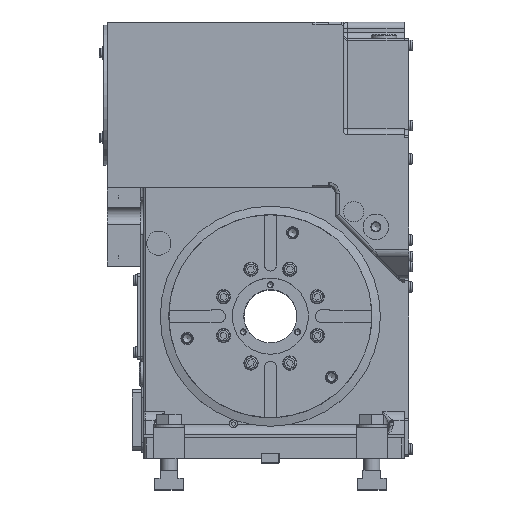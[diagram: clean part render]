
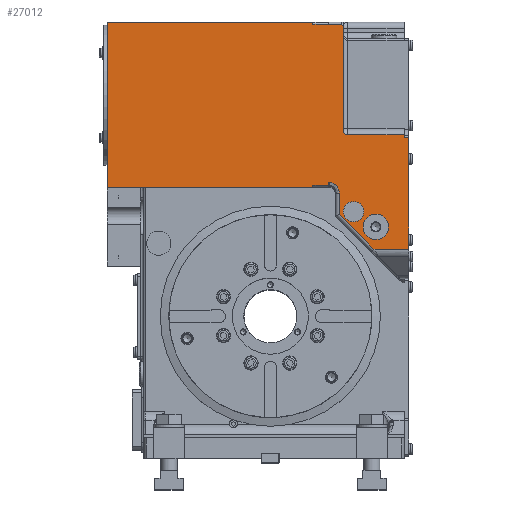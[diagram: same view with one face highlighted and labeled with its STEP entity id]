
A CAD part, top view. The second image highlights one B-rep face of the part: STEP entity #27012.
In plain terms, the highlighted planar face has unit normal (0, 0, 1).
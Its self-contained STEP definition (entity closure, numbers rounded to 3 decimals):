
#94=B_SPLINE_CURVE_WITH_KNOTS('',3,(#43338,#43339,#43340,#43341,#43342,
#43343,#43344),.UNSPECIFIED.,.F.,.F.,(4,1,1,1,4),(0.,0.001,
0.002,0.003,0.004),.UNSPECIFIED.);
#105=B_SPLINE_CURVE_WITH_KNOTS('',3,(#43626,#43627,#43628,#43629,#43630,
#43631,#43632),.UNSPECIFIED.,.F.,.F.,(4,1,1,1,4),(0.,0.004,
0.008,0.012,0.016),
 .UNSPECIFIED.);
#1280=CIRCLE('',#28866,10.);
#1282=CIRCLE('',#28870,12.5);
#1465=CIRCLE('',#29298,4.);
#6870=ORIENTED_EDGE('',*,*,#10781,.F.);
#6871=ORIENTED_EDGE('',*,*,#10783,.F.);
#6872=ORIENTED_EDGE('',*,*,#11630,.F.);
#6873=ORIENTED_EDGE('',*,*,#11089,.T.);
#6874=ORIENTED_EDGE('',*,*,#11631,.T.);
#6875=ORIENTED_EDGE('',*,*,#11494,.F.);
#6876=ORIENTED_EDGE('',*,*,#11345,.T.);
#6877=ORIENTED_EDGE('',*,*,#11493,.T.);
#6878=ORIENTED_EDGE('',*,*,#11255,.T.);
#6879=ORIENTED_EDGE('',*,*,#11456,.T.);
#6880=ORIENTED_EDGE('',*,*,#9153,.T.);
#6881=ORIENTED_EDGE('',*,*,#9150,.T.);
#6882=ORIENTED_EDGE('',*,*,#9147,.T.);
#6883=ORIENTED_EDGE('',*,*,#11623,.F.);
#6884=ORIENTED_EDGE('',*,*,#9170,.F.);
#6885=ORIENTED_EDGE('',*,*,#11590,.T.);
#6886=ORIENTED_EDGE('',*,*,#9174,.T.);
#6887=ORIENTED_EDGE('',*,*,#9177,.T.);
#6888=ORIENTED_EDGE('',*,*,#9180,.T.);
#6889=ORIENTED_EDGE('',*,*,#11300,.T.);
#6890=ORIENTED_EDGE('',*,*,#11302,.T.);
#6891=ORIENTED_EDGE('',*,*,#11305,.T.);
#6892=ORIENTED_EDGE('',*,*,#11308,.T.);
#6893=ORIENTED_EDGE('',*,*,#11351,.T.);
#9147=EDGE_CURVE('',#12618,#12619,#15176,.T.);
#9150=EDGE_CURVE('',#12621,#12618,#15179,.T.);
#9153=EDGE_CURVE('',#12623,#12621,#15182,.T.);
#9170=EDGE_CURVE('',#12634,#12635,#15198,.T.);
#9174=EDGE_CURVE('',#12637,#12638,#15202,.T.);
#9177=EDGE_CURVE('',#12638,#12640,#15205,.T.);
#9180=EDGE_CURVE('',#12640,#12643,#15206,.T.);
#10781=EDGE_CURVE('',#13854,#13854,#1280,.T.);
#10783=EDGE_CURVE('',#13856,#13856,#1282,.T.);
#11089=EDGE_CURVE('',#14091,#14093,#16588,.T.);
#11255=EDGE_CURVE('',#14209,#14210,#94,.T.);
#11300=EDGE_CURVE('',#12643,#14242,#16703,.F.);
#11302=EDGE_CURVE('',#14242,#14244,#105,.T.);
#11305=EDGE_CURVE('',#14244,#14246,#16704,.F.);
#11308=EDGE_CURVE('',#14246,#14248,#16706,.F.);
#11345=EDGE_CURVE('',#14270,#14271,#1465,.F.);
#11351=EDGE_CURVE('',#14248,#14274,#16724,.T.);
#11456=EDGE_CURVE('',#14210,#12623,#16774,.T.);
#11493=EDGE_CURVE('',#14271,#14209,#16804,.T.);
#11494=EDGE_CURVE('',#14270,#14374,#16805,.T.);
#11590=EDGE_CURVE('',#12634,#12637,#16882,.T.);
#11623=EDGE_CURVE('',#12635,#12619,#16913,.T.);
#11630=EDGE_CURVE('',#14091,#14274,#16920,.T.);
#11631=EDGE_CURVE('',#14093,#14374,#16921,.T.);
#12618=VERTEX_POINT('',#38462);
#12619=VERTEX_POINT('',#38463);
#12621=VERTEX_POINT('',#38469);
#12623=VERTEX_POINT('',#38475);
#12634=VERTEX_POINT('',#38507);
#12635=VERTEX_POINT('',#38509);
#12637=VERTEX_POINT('',#38514);
#12638=VERTEX_POINT('',#38516);
#12640=VERTEX_POINT('',#38522);
#12643=VERTEX_POINT('',#38529);
#13854=VERTEX_POINT('',#42215);
#13856=VERTEX_POINT('',#42221);
#14091=VERTEX_POINT('',#42942);
#14093=VERTEX_POINT('',#42946);
#14209=VERTEX_POINT('',#43345);
#14210=VERTEX_POINT('',#43346);
#14242=VERTEX_POINT('',#43600);
#14244=VERTEX_POINT('',#43625);
#14246=VERTEX_POINT('',#43644);
#14248=VERTEX_POINT('',#43650);
#14270=VERTEX_POINT('',#43771);
#14271=VERTEX_POINT('',#43772);
#14274=VERTEX_POINT('',#43783);
#14374=VERTEX_POINT('',#44075);
#15176=LINE('',#38461,#17610);
#15179=LINE('',#38468,#17613);
#15182=LINE('',#38474,#17616);
#15198=LINE('',#38508,#17632);
#15202=LINE('',#38517,#17636);
#15205=LINE('',#38523,#17639);
#15206=LINE('',#38530,#17640);
#16588=LINE('',#42947,#19022);
#16703=LINE('',#43601,#19137);
#16704=LINE('',#43645,#19138);
#16706=LINE('',#43651,#19140);
#16724=LINE('',#43782,#19158);
#16774=LINE('',#44001,#19208);
#16804=LINE('',#44072,#19238);
#16805=LINE('',#44074,#19239);
#16882=LINE('',#44252,#19316);
#16913=LINE('',#44306,#19347);
#16920=LINE('',#44319,#19354);
#16921=LINE('',#44320,#19355);
#17610=VECTOR('',#30764,1000.);
#17613=VECTOR('',#30769,1000.);
#17616=VECTOR('',#30774,1000.);
#17632=VECTOR('',#30802,1000.);
#17636=VECTOR('',#30808,1000.);
#17639=VECTOR('',#30813,1000.);
#17640=VECTOR('',#30820,1000.);
#19022=VECTOR('',#35112,1000.);
#19137=VECTOR('',#35501,1000.);
#19138=VECTOR('',#35508,1000.);
#19140=VECTOR('',#35514,1000.);
#19158=VECTOR('',#35600,1000.);
#19208=VECTOR('',#35824,1000.);
#19238=VECTOR('',#35900,1000.);
#19239=VECTOR('',#35903,1000.);
#19316=VECTOR('',#36102,1000.);
#19347=VECTOR('',#36153,1000.);
#19354=VECTOR('',#36170,1000.);
#19355=VECTOR('',#36171,1000.);
#21574=EDGE_LOOP('',(#6870));
#21575=EDGE_LOOP('',(#6871));
#21576=EDGE_LOOP('',(#6872,#6873,#6874,#6875,#6876,#6877,#6878,#6879,#6880,
#6881,#6882,#6883,#6884,#6885,#6886,#6887,#6888,#6889,#6890,#6891,#6892,
#6893));
#23969=FACE_BOUND('',#21574,.T.);
#23970=FACE_BOUND('',#21575,.T.);
#23971=FACE_BOUND('',#21576,.T.);
#25420=PLANE('',#29488);
#27012=ADVANCED_FACE('',(#23969,#23970,#23971),#25420,.T.);
#28866=AXIS2_PLACEMENT_3D('',#42214,#34387,#34388);
#28870=AXIS2_PLACEMENT_3D('',#42220,#34395,#34396);
#29298=AXIS2_PLACEMENT_3D('',#43770,#35588,#35589);
#29488=AXIS2_PLACEMENT_3D('',#44318,#36168,#36169);
#30764=DIRECTION('',(0.,1.,0.));
#30769=DIRECTION('',(-1.,0.,0.));
#30774=DIRECTION('',(0.,1.,0.));
#30802=DIRECTION('',(0.,1.,0.));
#30808=DIRECTION('',(0.,1.,0.));
#30813=DIRECTION('',(1.,0.,0.));
#30820=DIRECTION('',(0.,1.,0.));
#34387=DIRECTION('',(0.,0.,1.));
#34388=DIRECTION('',(1.,0.,0.));
#34395=DIRECTION('',(0.,0.,1.));
#34396=DIRECTION('',(1.,0.,0.));
#35112=DIRECTION('',(-1.,0.,0.));
#35501=DIRECTION('',(-1.,0.,0.));
#35508=DIRECTION('',(0.,1.,0.));
#35514=DIRECTION('',(-0.707,0.707,0.));
#35588=DIRECTION('',(0.,0.,1.));
#35589=DIRECTION('',(1.,0.,0.));
#35600=DIRECTION('',(1.,0.,0.));
#35824=DIRECTION('',(-1.,0.,0.));
#35900=DIRECTION('',(0.,1.,0.));
#35903=DIRECTION('',(1.,0.,0.));
#36102=DIRECTION('',(1.,0.,0.));
#36153=DIRECTION('',(1.,0.,0.));
#36168=DIRECTION('',(0.,0.,1.));
#36169=DIRECTION('',(1.,0.,0.));
#36170=DIRECTION('',(0.,-1.,0.));
#36171=DIRECTION('',(0.,1.,0.));
#38461=CARTESIAN_POINT('',(42.,127.,170.));
#38462=CARTESIAN_POINT('',(42.,288.,170.));
#38463=CARTESIAN_POINT('',(42.,290.,170.));
#38468=CARTESIAN_POINT('',(42.,288.,170.));
#38469=CARTESIAN_POINT('',(57.,288.,170.));
#38474=CARTESIAN_POINT('',(57.,127.,170.));
#38475=CARTESIAN_POINT('',(57.,287.141,170.));
#38507=CARTESIAN_POINT('',(-161.,127.,170.));
#38508=CARTESIAN_POINT('',(-161.,127.,170.));
#38509=CARTESIAN_POINT('',(-161.,290.,170.));
#38514=CARTESIAN_POINT('',(42.,127.,170.));
#38516=CARTESIAN_POINT('',(42.,129.,170.));
#38517=CARTESIAN_POINT('',(42.,127.,170.));
#38522=CARTESIAN_POINT('',(57.,129.,170.));
#38523=CARTESIAN_POINT('',(42.,129.,170.));
#38529=CARTESIAN_POINT('',(57.,131.804,170.));
#38530=CARTESIAN_POINT('',(57.,127.,170.));
#42214=CARTESIAN_POINT('',(82.,103.,170.));
#42215=CARTESIAN_POINT('',(92.,103.,170.));
#42220=CARTESIAN_POINT('',(104.,88.,170.));
#42221=CARTESIAN_POINT('',(116.5,88.,170.));
#42942=CARTESIAN_POINT('',(136.5,176.,170.));
#42946=CARTESIAN_POINT('',(132.,176.,170.));
#42947=CARTESIAN_POINT('',(132.,176.,170.));
#43338=CARTESIAN_POINT('',(72.,283.873,170.));
#43339=CARTESIAN_POINT('',(72.,284.227,170.));
#43340=CARTESIAN_POINT('',(71.957,284.928,170.));
#43341=CARTESIAN_POINT('',(71.672,285.96,170.));
#43342=CARTESIAN_POINT('',(71.048,286.856,170.));
#43343=CARTESIAN_POINT('',(70.359,287.141,170.));
#43344=CARTESIAN_POINT('',(70.,287.141,170.));
#43345=CARTESIAN_POINT('',(72.,283.873,170.));
#43346=CARTESIAN_POINT('',(70.,287.141,170.));
#43600=CARTESIAN_POINT('',(58.,131.804,170.));
#43601=CARTESIAN_POINT('',(57.,131.804,170.));
#43625=CARTESIAN_POINT('',(68.,121.284,170.));
#43626=CARTESIAN_POINT('',(58.,131.804,170.));
#43627=CARTESIAN_POINT('',(59.354,131.804,170.));
#43628=CARTESIAN_POINT('',(61.997,131.157,170.));
#43629=CARTESIAN_POINT('',(65.283,128.73,170.));
#43630=CARTESIAN_POINT('',(67.482,125.268,170.));
#43631=CARTESIAN_POINT('',(68.,122.635,170.));
#43632=CARTESIAN_POINT('',(68.,121.284,170.));
#43644=CARTESIAN_POINT('',(68.,100.291,170.));
#43645=CARTESIAN_POINT('',(68.,127.,170.));
#43650=CARTESIAN_POINT('',(102.149,66.142,170.));
#43651=CARTESIAN_POINT('',(49.146,119.146,170.));
#43770=CARTESIAN_POINT('',(76.,183.,170.));
#43771=CARTESIAN_POINT('',(76.,179.,170.));
#43772=CARTESIAN_POINT('',(72.,183.,170.));
#43782=CARTESIAN_POINT('',(132.,66.142,170.));
#43783=CARTESIAN_POINT('',(136.5,66.142,170.));
#44001=CARTESIAN_POINT('',(72.,287.141,170.));
#44072=CARTESIAN_POINT('',(72.,290.,170.));
#44074=CARTESIAN_POINT('',(72.,179.,170.));
#44075=CARTESIAN_POINT('',(132.,179.,170.));
#44252=CARTESIAN_POINT('',(-161.,127.,170.));
#44306=CARTESIAN_POINT('',(-161.,290.,170.));
#44318=CARTESIAN_POINT('',(57.,127.,170.));
#44319=CARTESIAN_POINT('',(136.5,178.,170.));
#44320=CARTESIAN_POINT('',(132.,-140.,170.));
